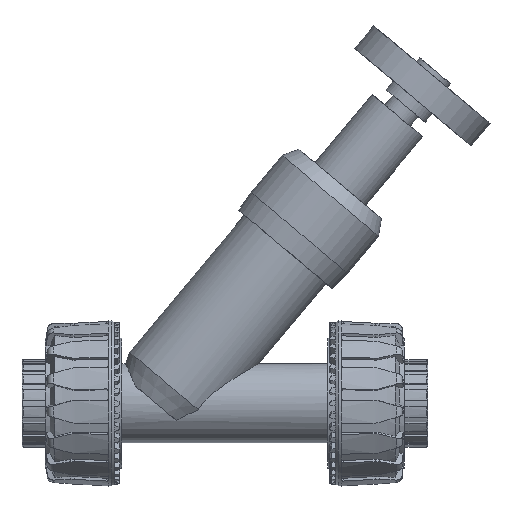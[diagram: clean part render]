
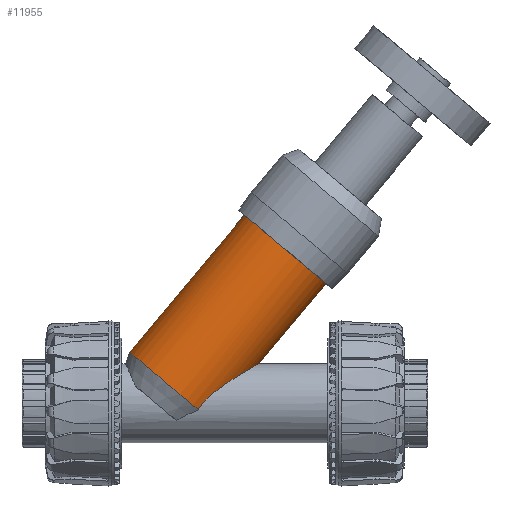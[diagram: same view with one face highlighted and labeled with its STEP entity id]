
A CAD part, front view. The second image highlights one B-rep face of the part: STEP entity #11955.
In plain terms, the highlighted cylindrical face has radius 20.95 mm (diameter 41.9 mm), a full revolution.
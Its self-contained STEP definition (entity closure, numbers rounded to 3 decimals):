
#1779=FACE_BOUND($,#3067,.T.);
#1820=B_SPLINE_CURVE_WITH_KNOTS($,3,(#17970,#17971,#17972,#17973,#17974,
#17975,#17976,#17977,#17978,#17979,#17980,#17981,#17982,#17983,#17984,#17985,
#17986,#17987,#17988),.UNSPECIFIED.,.F.,.F.,(4,2,2,2,2,2,2,3,4),(8.116,
8.429,8.741,9.366,9.873,10.379,
10.857,11.335,11.638),.UNSPECIFIED.);
#1821=B_SPLINE_CURVE_WITH_KNOTS($,3,(#17991,#17992,#17993,#17994,#17995,
#17996,#17997,#17998,#17999,#18000,#18001,#18002,#18003,#18004,#18005,#18006,
#18007,#18008),.UNSPECIFIED.,.F.,.F.,(4,2,2,2,2,2,2,2,4),(-6.74,
-6.437,-5.959,-5.481,-4.975,
-4.469,-3.844,-3.531,-3.218),
 .UNSPECIFIED.);
#2158=CYLINDRICAL_SURFACE($,#12696,20.95);
#2346=FACE_OUTER_BOUND($,#3066,.T.);
#3066=EDGE_LOOP($,(#7789));
#3067=EDGE_LOOP($,(#7790,#7791,#7792));
#3803=CIRCLE($,#12680,20.95);
#3812=CIRCLE($,#12697,20.95);
#4578=VERTEX_POINT($,#17942);
#4587=VERTEX_POINT($,#17968);
#4588=VERTEX_POINT($,#17969);
#4589=VERTEX_POINT($,#17989);
#5840=EDGE_CURVE($,#4578,#4578,#3803,.T.);
#5849=EDGE_CURVE($,#4587,#4588,#1820,.T.);
#5850=EDGE_CURVE($,#4589,#4588,#3812,.T.);
#5851=EDGE_CURVE($,#4589,#4587,#1821,.T.);
#7789=ORIENTED_EDGE($,*,*,#5840,.F.);
#7790=ORIENTED_EDGE($,*,*,#5849,.T.);
#7791=ORIENTED_EDGE($,*,*,#5850,.F.);
#7792=ORIENTED_EDGE($,*,*,#5851,.T.);
#11955=ADVANCED_FACE($,(#2346,#1779),#2158,.T.);
#12680=AXIS2_PLACEMENT_3D($,#17943,#14194,#14195);
#12696=AXIS2_PLACEMENT_3D($,#17967,#14226,#14227);
#12697=AXIS2_PLACEMENT_3D($,#17990,#14228,#14229);
#14194=DIRECTION('center_axis',(0.643,0.,
0.766));
#14195=DIRECTION('ref_axis',(-0.766,0.,0.643));
#14226=DIRECTION('center_axis',(-0.643,0.,-0.766));
#14227=DIRECTION('ref_axis',(-0.766,0.,0.643));
#14228=DIRECTION('center_axis',(-0.643,0.,-0.766));
#14229=DIRECTION('ref_axis',(-0.766,0.,0.643));
#17942=CARTESIAN_POINT('',(101.133,0.,59.88));
#17943=CARTESIAN_POINT('Origin',(85.085,0.,
73.347));
#17967=CARTESIAN_POINT('Origin',(55.112,0.,37.626));
#17968=CARTESIAN_POINT('',(74.659,0.,28.329));
#17969=CARTESIAN_POINT('',(50.889,15.296,10.324));
#17970=CARTESIAN_POINT('Ctrl Pts',(74.659,0.,
28.329));
#17971=CARTESIAN_POINT('Ctrl Pts',(74.659,1.042,28.329));
#17972=CARTESIAN_POINT('Ctrl Pts',(74.469,2.046,28.224));
#17973=CARTESIAN_POINT('Ctrl Pts',(73.795,3.949,27.849));
#17974=CARTESIAN_POINT('Ctrl Pts',(73.31,4.848,27.579));
#17975=CARTESIAN_POINT('Ctrl Pts',(71.563,7.35,26.593));
#17976=CARTESIAN_POINT('Ctrl Pts',(70.001,8.756,25.698));
#17977=CARTESIAN_POINT('Ctrl Pts',(67.245,10.743,24.061));
#17978=CARTESIAN_POINT('Ctrl Pts',(65.832,11.575,23.203));
#17979=CARTESIAN_POINT('Ctrl Pts',(62.956,12.989,21.366));
#17980=CARTESIAN_POINT('Ctrl Pts',(61.493,13.573,20.387));
#17981=CARTESIAN_POINT('Ctrl Pts',(58.923,14.443,18.542));
#17982=CARTESIAN_POINT('Ctrl Pts',(57.564,14.822,17.508));
#17983=CARTESIAN_POINT('Ctrl Pts',(54.964,15.351,15.263));
#17984=CARTESIAN_POINT('Ctrl Pts',(53.727,15.5,14.049));
#17985=CARTESIAN_POINT('Ctrl Pts',(52.703,15.5,12.829));
#17986=CARTESIAN_POINT('Ctrl Pts',(52.054,15.5,12.055));
#17987=CARTESIAN_POINT('Ctrl Pts',(51.431,15.442,11.211));
#17988=CARTESIAN_POINT('Ctrl Pts',(50.889,15.296,10.324));
#17989=CARTESIAN_POINT('',(50.889,-15.296,10.324));
#17990=CARTESIAN_POINT('Origin',(39.923,0.,19.525));
#17991=CARTESIAN_POINT('Ctrl Pts',(50.889,-15.296,10.324));
#17992=CARTESIAN_POINT('Ctrl Pts',(51.431,-15.442,11.211));
#17993=CARTESIAN_POINT('Ctrl Pts',(52.054,-15.5,12.055));
#17994=CARTESIAN_POINT('Ctrl Pts',(53.727,-15.5,14.049));
#17995=CARTESIAN_POINT('Ctrl Pts',(54.964,-15.351,15.263));
#17996=CARTESIAN_POINT('Ctrl Pts',(57.564,-14.822,17.508));
#17997=CARTESIAN_POINT('Ctrl Pts',(58.923,-14.443,18.542));
#17998=CARTESIAN_POINT('Ctrl Pts',(61.493,-13.573,20.387));
#17999=CARTESIAN_POINT('Ctrl Pts',(62.956,-12.989,21.366));
#18000=CARTESIAN_POINT('Ctrl Pts',(65.832,-11.575,23.203));
#18001=CARTESIAN_POINT('Ctrl Pts',(67.245,-10.743,24.061));
#18002=CARTESIAN_POINT('Ctrl Pts',(70.001,-8.756,25.698));
#18003=CARTESIAN_POINT('Ctrl Pts',(71.563,-7.35,26.593));
#18004=CARTESIAN_POINT('Ctrl Pts',(73.31,-4.848,27.579));
#18005=CARTESIAN_POINT('Ctrl Pts',(73.795,-3.949,27.849));
#18006=CARTESIAN_POINT('Ctrl Pts',(74.469,-2.046,28.224));
#18007=CARTESIAN_POINT('Ctrl Pts',(74.659,-1.042,28.329));
#18008=CARTESIAN_POINT('Ctrl Pts',(74.659,0.,
28.329));
